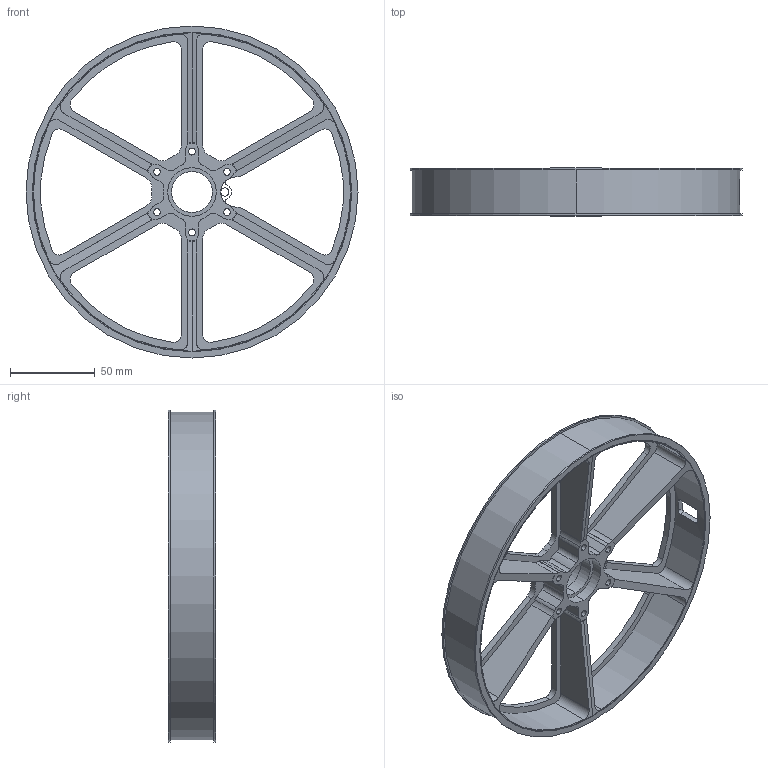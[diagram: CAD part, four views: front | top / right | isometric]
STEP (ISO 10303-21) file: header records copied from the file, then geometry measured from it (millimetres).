
FILE_DESCRIPTION (( 'STEP AP214' ), '1' );
FILE_NAME ('am-0133 8 Perf ThruTread Bearing Bore.STEP', '2015-07-08T14:32:34', ( '' ), ( '' ), 'SwSTEP 2.0', 'SolidWorks 2014', '' );
FILE_SCHEMA (( 'AUTOMOTIVE_DESIGN' ));
Length unit declared in the file: inch
Products named in the file (1): am-0133 8 Perf ThruTread Bearing Bore
Bounding box: 195.58 x 27.94 x 195.58 mm (x, y, z)
Volume: 139080.9 mm3; surface area: 81097.6 mm2
Topology: 1 solids, 1 shells, 212 faces, 617 edges, 409 vertices
Faces by surface type: cylinder 144, plane 57, torus 9, cone 2
Entity records: 7726 total; most frequent: CARTESIAN_POINT 1682, DIRECTION 1285, ORIENTED_EDGE 1234, EDGE_CURVE 617, AXIS2_PLACEMENT_3D 515, VERTEX_POINT 409, CIRCLE 302, VECTOR 255
